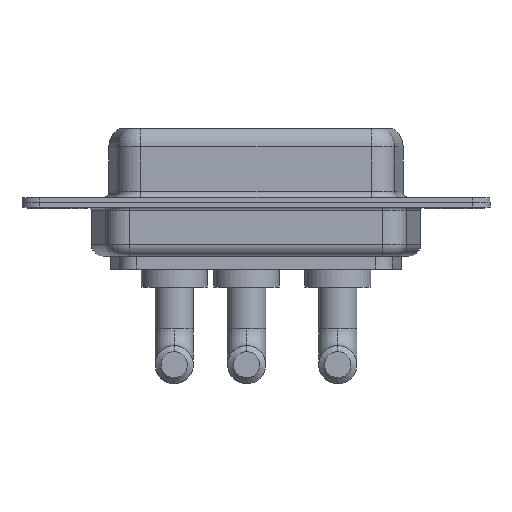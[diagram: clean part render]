
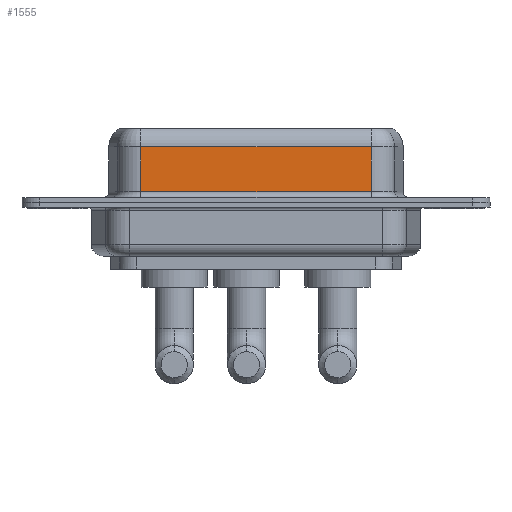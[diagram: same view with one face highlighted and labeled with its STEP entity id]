
A CAD part, front view. The second image highlights one B-rep face of the part: STEP entity #1555.
In plain terms, the highlighted planar face has unit normal (0, -1, 0).
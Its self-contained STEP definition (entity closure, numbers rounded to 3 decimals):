
#86 = CARTESIAN_POINT ( 'NONE',  ( 7.013, -3.95, 6.4 ) ) ;
#497 = ORIENTED_EDGE ( 'NONE', *, *, #9169, .T. ) ;
#599 = DIRECTION ( 'NONE',  ( 0., 0., 1. ) ) ;
#991 = VERTEX_POINT ( 'NONE', #3653 ) ;
#1131 = VECTOR ( 'NONE', #10247, 1000. ) ;
#1443 = EDGE_CURVE ( 'NONE', #8902, #991, #4075, .T. ) ;
#1555 = ADVANCED_FACE ( 'NONE', ( #8066 ), #2622, .F. ) ;
#2148 = CARTESIAN_POINT ( 'NONE',  ( 7.013, -3.95, 0.9 ) ) ;
#2281 = CARTESIAN_POINT ( 'NONE',  ( 26.287, -3.95, 4.65 ) ) ;
#2622 = PLANE ( 'NONE',  #9112 ) ;
#2728 = VECTOR ( 'NONE', #9809, 1000. ) ;
#3369 = LINE ( 'NONE', #6196, #4749 ) ;
#3465 = DIRECTION ( 'NONE',  ( 0., 1., 0. ) ) ;
#3627 = EDGE_CURVE ( 'NONE', #8902, #4065, #7254, .T. ) ;
#3653 = CARTESIAN_POINT ( 'NONE',  ( 26.287, -3.95, 0.9 ) ) ;
#3889 = EDGE_LOOP ( 'NONE', ( #7754, #6702, #8211, #497 ) ) ;
#4065 = VERTEX_POINT ( 'NONE', #4642 ) ;
#4075 = LINE ( 'NONE', #9626, #2728 ) ;
#4549 = CARTESIAN_POINT ( 'NONE',  ( 26.287, -3.95, 6.4 ) ) ;
#4642 = CARTESIAN_POINT ( 'NONE',  ( 7.013, -3.95, 4.65 ) ) ;
#4749 = VECTOR ( 'NONE', #9043, 1000. ) ;
#5449 = VECTOR ( 'NONE', #8420, 1000. ) ;
#5778 = LINE ( 'NONE', #86, #1131 ) ;
#6196 = CARTESIAN_POINT ( 'NONE',  ( 26.287, -3.95, 0.9 ) ) ;
#6437 = VERTEX_POINT ( 'NONE', #2148 ) ;
#6468 = CARTESIAN_POINT ( 'NONE',  ( 26.287, -3.95, 4.65 ) ) ;
#6702 = ORIENTED_EDGE ( 'NONE', *, *, #3627, .T. ) ;
#7254 = LINE ( 'NONE', #6468, #5449 ) ;
#7619 = EDGE_CURVE ( 'NONE', #4065, #6437, #5778, .T. ) ;
#7754 = ORIENTED_EDGE ( 'NONE', *, *, #1443, .F. ) ;
#8066 = FACE_OUTER_BOUND ( 'NONE', #3889, .T. ) ;
#8211 = ORIENTED_EDGE ( 'NONE', *, *, #7619, .T. ) ;
#8420 = DIRECTION ( 'NONE',  ( -1., 0., 0. ) ) ;
#8902 = VERTEX_POINT ( 'NONE', #2281 ) ;
#9043 = DIRECTION ( 'NONE',  ( 1., 0., 0. ) ) ;
#9112 = AXIS2_PLACEMENT_3D ( 'NONE', #4549, #3465, #599 ) ;
#9169 = EDGE_CURVE ( 'NONE', #6437, #991, #3369, .T. ) ;
#9626 = CARTESIAN_POINT ( 'NONE',  ( 26.287, -3.95, 6.4 ) ) ;
#9809 = DIRECTION ( 'NONE',  ( 0., 0., -1. ) ) ;
#10247 = DIRECTION ( 'NONE',  ( 0., 0., -1. ) ) ;
